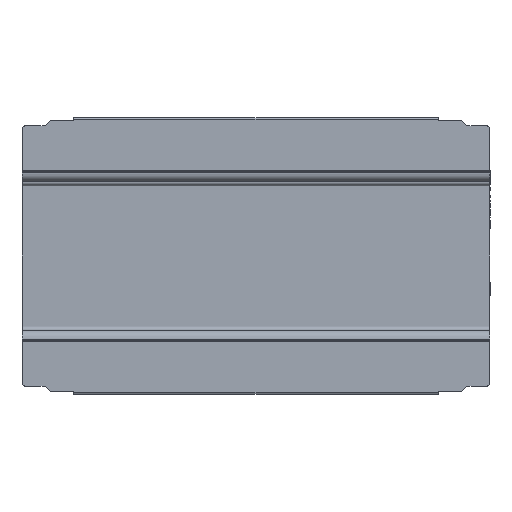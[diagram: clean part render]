
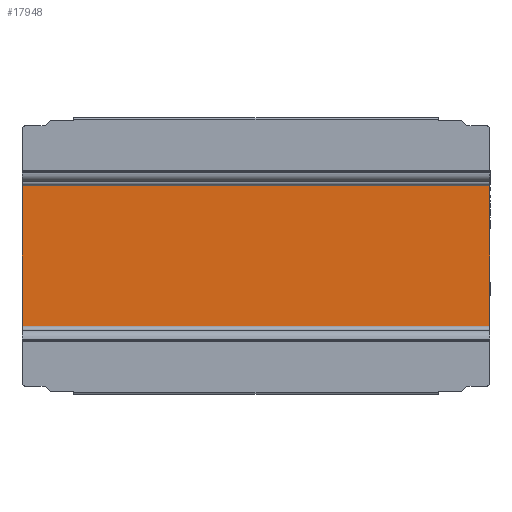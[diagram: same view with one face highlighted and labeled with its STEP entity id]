
A CAD part, front view. The second image highlights one B-rep face of the part: STEP entity #17948.
In plain terms, the highlighted planar face has unit normal (0, -1, 0).
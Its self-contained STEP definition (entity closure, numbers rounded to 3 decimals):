
#2960 = CARTESIAN_POINT ( 'NONE',  ( -200., 7.3, 9. ) ) ;
#2964 = PLANE ( 'NONE',  #22061 ) ;
#2967 = DIRECTION ( 'NONE',  ( 0., 1., 0. ) ) ;
#2968 = DIRECTION ( 'NONE',  ( 0., 0., 1. ) ) ;
#3392 = EDGE_LOOP ( 'NONE', ( #19663, #19664, #19665, #19666 ) ) ;
#5774 = CARTESIAN_POINT ( 'NONE',  ( -24.65, 7.3, -9. ) ) ;
#5775 = DIRECTION ( 'NONE',  ( 0., 0., 1. ) ) ;
#6118 = CARTESIAN_POINT ( 'NONE',  ( -75.35, 7.3, -9. ) ) ;
#6119 = DIRECTION ( 'NONE',  ( 0., 0., -1. ) ) ;
#6608 = VECTOR ( 'NONE', #5775, 1000. ) ;
#6627 = LINE ( 'NONE', #5774, #6608 ) ;
#6712 = LINE ( 'NONE', #6118, #6713 ) ;
#6713 = VECTOR ( 'NONE', #6119, 1000. ) ;
#7199 = LINE ( 'NONE', #10011, #7200 ) ;
#7200 = VECTOR ( 'NONE', #10012, 1000. ) ;
#7452 = VERTEX_POINT ( 'NONE', #23716 ) ;
#7457 = VERTEX_POINT ( 'NONE', #23721 ) ;
#7458 = VERTEX_POINT ( 'NONE', #23722 ) ;
#7464 = VERTEX_POINT ( 'NONE', #23728 ) ;
#10011 = CARTESIAN_POINT ( 'NONE',  ( -75.35, 7.3, 8.7 ) ) ;
#10012 = DIRECTION ( 'NONE',  ( -1., 0., 0. ) ) ;
#10135 = CARTESIAN_POINT ( 'NONE',  ( -24.65, 7.3, -8.7 ) ) ;
#10136 = DIRECTION ( 'NONE',  ( 1., 0., 0. ) ) ;
#11082 = LINE ( 'NONE', #10135, #11089 ) ;
#11089 = VECTOR ( 'NONE', #10136, 1000. ) ;
#17948 = ADVANCED_FACE ( 'NONE', ( #23459 ), #2964, .F. ) ;
#18152 = EDGE_CURVE ( 'NONE', #7464, #7458, #6627, .T. ) ;
#18210 = EDGE_CURVE ( 'NONE', #7457, #7452, #6712, .T. ) ;
#18567 = EDGE_CURVE ( 'NONE', #7458, #7457, #7199, .T. ) ;
#18612 = EDGE_CURVE ( 'NONE', #7452, #7464, #11082, .T. ) ;
#19663 = ORIENTED_EDGE ( 'NONE', *, *, #18210, .T. ) ;
#19664 = ORIENTED_EDGE ( 'NONE', *, *, #18612, .T. ) ;
#19665 = ORIENTED_EDGE ( 'NONE', *, *, #18152, .T. ) ;
#19666 = ORIENTED_EDGE ( 'NONE', *, *, #18567, .T. ) ;
#22061 = AXIS2_PLACEMENT_3D ( 'NONE', #2960, #2967, #2968 ) ;
#23459 = FACE_OUTER_BOUND ( 'NONE', #3392, .T. ) ;
#23716 = CARTESIAN_POINT ( 'NONE',  ( -75.35, 7.3, -8.7 ) ) ;
#23721 = CARTESIAN_POINT ( 'NONE',  ( -75.35, 7.3, 8.7 ) ) ;
#23722 = CARTESIAN_POINT ( 'NONE',  ( -24.65, 7.3, 8.7 ) ) ;
#23728 = CARTESIAN_POINT ( 'NONE',  ( -24.65, 7.3, -8.7 ) ) ;
